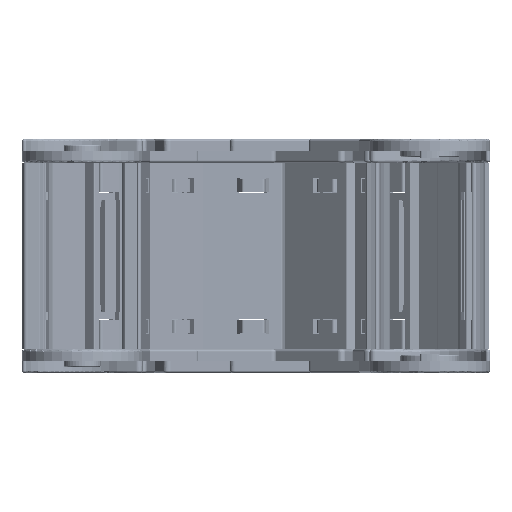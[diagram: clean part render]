
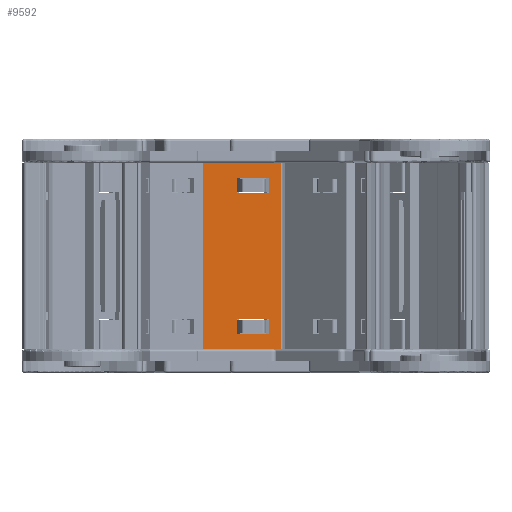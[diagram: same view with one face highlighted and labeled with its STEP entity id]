
A CAD part, left-side view. The second image highlights one B-rep face of the part: STEP entity #9592.
In plain terms, the highlighted face is planar.
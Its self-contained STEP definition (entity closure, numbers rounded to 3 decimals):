
#566 = VERTEX_POINT ( 'NONE', #41270 ) ;
#894 = FACE_BOUND ( 'NONE', #24898, .T. ) ;
#1105 = LINE ( 'NONE', #32870, #33119 ) ;
#1271 = CARTESIAN_POINT ( 'NONE',  ( -41.073, 70.399, -25.416 ) ) ;
#1393 = VECTOR ( 'NONE', #26940, 1000. ) ;
#1958 = VECTOR ( 'NONE', #34686, 1000. ) ;
#2884 = PLANE ( 'NONE',  #36250 ) ;
#3114 = LINE ( 'NONE', #5761, #17339 ) ;
#3442 = LINE ( 'NONE', #33623, #1393 ) ;
#4557 = VERTEX_POINT ( 'NONE', #11695 ) ;
#4977 = VECTOR ( 'NONE', #37611, 1000. ) ;
#5067 = EDGE_CURVE ( 'NONE', #22513, #7187, #38731, .T. ) ;
#5761 = CARTESIAN_POINT ( 'NONE',  ( -27.073, 70.399, 35.384 ) ) ;
#6036 = CARTESIAN_POINT ( 'NONE',  ( -4.593, 70.399, -32.166 ) ) ;
#6399 = VERTEX_POINT ( 'NONE', #14069 ) ;
#7187 = VERTEX_POINT ( 'NONE', #14176 ) ;
#7696 = CARTESIAN_POINT ( 'NONE',  ( -4.593, 70.399, 48.434 ) ) ;
#7827 = VERTEX_POINT ( 'NONE', #10588 ) ;
#8546 = LINE ( 'NONE', #1271, #14650 ) ;
#8776 = EDGE_CURVE ( 'NONE', #7827, #28942, #27877, .T. ) ;
#8917 = CARTESIAN_POINT ( 'NONE',  ( -27.073, 70.399, -19.116 ) ) ;
#8918 = CARTESIAN_POINT ( 'NONE',  ( -27.073, 70.399, 41.684 ) ) ;
#9290 = CARTESIAN_POINT ( 'NONE',  ( -4.593, 70.399, 180.053 ) ) ;
#9440 = CARTESIAN_POINT ( 'NONE',  ( -4.593, 70.399, 180.053 ) ) ;
#9592 = ADVANCED_FACE ( 'NONE', ( #18216, #10622, #894 ), #2884, .F. ) ;
#9809 = VERTEX_POINT ( 'NONE', #37062 ) ;
#10588 = CARTESIAN_POINT ( 'NONE',  ( -41.073, 70.399, 35.384 ) ) ;
#10622 = FACE_BOUND ( 'NONE', #11741, .T. ) ;
#10935 = CARTESIAN_POINT ( 'NONE',  ( -27.073, 70.399, 35.384 ) ) ;
#10961 = CARTESIAN_POINT ( 'NONE',  ( -27.073, 70.399, -25.416 ) ) ;
#10976 = CARTESIAN_POINT ( 'NONE',  ( -41.073, 70.399, 35.384 ) ) ;
#11528 = EDGE_CURVE ( 'NONE', #566, #9809, #18342, .T. ) ;
#11695 = CARTESIAN_POINT ( 'NONE',  ( -41.073, 70.399, 41.684 ) ) ;
#11741 = EDGE_LOOP ( 'NONE', ( #17539, #27412, #21173, #14512 ) ) ;
#11755 = CARTESIAN_POINT ( 'NONE',  ( -4.593, 70.399, 48.434 ) ) ;
#14053 = VECTOR ( 'NONE', #37872, 1000. ) ;
#14069 = CARTESIAN_POINT ( 'NONE',  ( -41.073, 70.399, -19.116 ) ) ;
#14176 = CARTESIAN_POINT ( 'NONE',  ( -4.593, 70.399, -32.166 ) ) ;
#14512 = ORIENTED_EDGE ( 'NONE', *, *, #27933, .F. ) ;
#14571 = ORIENTED_EDGE ( 'NONE', *, *, #5067, .F. ) ;
#14650 = VECTOR ( 'NONE', #17613, 1000. ) ;
#15097 = ORIENTED_EDGE ( 'NONE', *, *, #35438, .T. ) ;
#15278 = EDGE_CURVE ( 'NONE', #6399, #37841, #8546, .T. ) ;
#15412 = EDGE_CURVE ( 'NONE', #566, #22513, #32965, .T. ) ;
#15955 = EDGE_CURVE ( 'NONE', #17835, #34429, #3442, .T. ) ;
#16478 = EDGE_CURVE ( 'NONE', #34429, #6399, #33891, .T. ) ;
#16968 = DIRECTION ( 'NONE',  ( 0., 0., -1. ) ) ;
#16982 = VECTOR ( 'NONE', #17861, 1000. ) ;
#17339 = VECTOR ( 'NONE', #34747, 1000. ) ;
#17342 = ORIENTED_EDGE ( 'NONE', *, *, #24960, .F. ) ;
#17539 = ORIENTED_EDGE ( 'NONE', *, *, #8776, .F. ) ;
#17613 = DIRECTION ( 'NONE',  ( 0., 0., -1. ) ) ;
#17835 = VERTEX_POINT ( 'NONE', #10961 ) ;
#17861 = DIRECTION ( 'NONE',  ( 1., 0., 0. ) ) ;
#17992 = LINE ( 'NONE', #37289, #16982 ) ;
#18186 = ORIENTED_EDGE ( 'NONE', *, *, #11528, .T. ) ;
#18216 = FACE_OUTER_BOUND ( 'NONE', #38640, .T. ) ;
#18342 = LINE ( 'NONE', #39739, #28487 ) ;
#18782 = ORIENTED_EDGE ( 'NONE', *, *, #15412, .F. ) ;
#21173 = ORIENTED_EDGE ( 'NONE', *, *, #22475, .F. ) ;
#22333 = DIRECTION ( 'NONE',  ( 1., 0., 0. ) ) ;
#22475 = EDGE_CURVE ( 'NONE', #38808, #4557, #41987, .T. ) ;
#22513 = VERTEX_POINT ( 'NONE', #11755 ) ;
#24898 = EDGE_LOOP ( 'NONE', ( #41361, #35353, #41182, #17342 ) ) ;
#24960 = EDGE_CURVE ( 'NONE', #37841, #17835, #17992, .T. ) ;
#25759 = DIRECTION ( 'NONE',  ( 0., 1., 0. ) ) ;
#26651 = CARTESIAN_POINT ( 'NONE',  ( -27.073, 70.399, 41.684 ) ) ;
#26809 = DIRECTION ( 'NONE',  ( 0., 0., -1. ) ) ;
#26817 = DIRECTION ( 'NONE',  ( 0., 0., -1. ) ) ;
#26940 = DIRECTION ( 'NONE',  ( 0., 0., 1. ) ) ;
#27242 = EDGE_CURVE ( 'NONE', #4557, #7827, #1105, .T. ) ;
#27412 = ORIENTED_EDGE ( 'NONE', *, *, #27242, .F. ) ;
#27877 = LINE ( 'NONE', #10976, #1958 ) ;
#27902 = CARTESIAN_POINT ( 'NONE',  ( -41.073, 70.399, -19.116 ) ) ;
#27933 = EDGE_CURVE ( 'NONE', #28942, #38808, #3114, .T. ) ;
#28487 = VECTOR ( 'NONE', #26817, 1000. ) ;
#28942 = VERTEX_POINT ( 'NONE', #10935 ) ;
#29326 = VECTOR ( 'NONE', #38273, 1000. ) ;
#32542 = LINE ( 'NONE', #6036, #38100 ) ;
#32870 = CARTESIAN_POINT ( 'NONE',  ( -41.073, 70.399, 41.684 ) ) ;
#32965 = LINE ( 'NONE', #7696, #4977 ) ;
#33119 = VECTOR ( 'NONE', #16968, 1000. ) ;
#33623 = CARTESIAN_POINT ( 'NONE',  ( -27.073, 70.399, -19.116 ) ) ;
#33891 = LINE ( 'NONE', #27902, #29326 ) ;
#34429 = VERTEX_POINT ( 'NONE', #8917 ) ;
#34686 = DIRECTION ( 'NONE',  ( 1., 0., 0. ) ) ;
#34747 = DIRECTION ( 'NONE',  ( 0., 0., 1. ) ) ;
#35353 = ORIENTED_EDGE ( 'NONE', *, *, #16478, .F. ) ;
#35438 = EDGE_CURVE ( 'NONE', #9809, #7187, #32542, .T. ) ;
#36036 = CARTESIAN_POINT ( 'NONE',  ( -41.073, 70.399, -25.416 ) ) ;
#36250 = AXIS2_PLACEMENT_3D ( 'NONE', #9440, #25759, #41634 ) ;
#37062 = CARTESIAN_POINT ( 'NONE',  ( -46.293, 70.399, -32.166 ) ) ;
#37289 = CARTESIAN_POINT ( 'NONE',  ( -27.073, 70.399, -25.416 ) ) ;
#37611 = DIRECTION ( 'NONE',  ( 1., 0., 0. ) ) ;
#37841 = VERTEX_POINT ( 'NONE', #36036 ) ;
#37872 = DIRECTION ( 'NONE',  ( -1., 0., 0. ) ) ;
#38100 = VECTOR ( 'NONE', #22333, 1000. ) ;
#38239 = VECTOR ( 'NONE', #26809, 1000. ) ;
#38273 = DIRECTION ( 'NONE',  ( -1., 0., 0. ) ) ;
#38640 = EDGE_LOOP ( 'NONE', ( #18186, #15097, #14571, #18782 ) ) ;
#38731 = LINE ( 'NONE', #9290, #38239 ) ;
#38808 = VERTEX_POINT ( 'NONE', #26651 ) ;
#39739 = CARTESIAN_POINT ( 'NONE',  ( -46.293, 70.399, 180.053 ) ) ;
#41182 = ORIENTED_EDGE ( 'NONE', *, *, #15955, .F. ) ;
#41270 = CARTESIAN_POINT ( 'NONE',  ( -46.293, 70.399, 48.434 ) ) ;
#41361 = ORIENTED_EDGE ( 'NONE', *, *, #15278, .F. ) ;
#41634 = DIRECTION ( 'NONE',  ( 0., 0., -1. ) ) ;
#41987 = LINE ( 'NONE', #8918, #14053 ) ;
